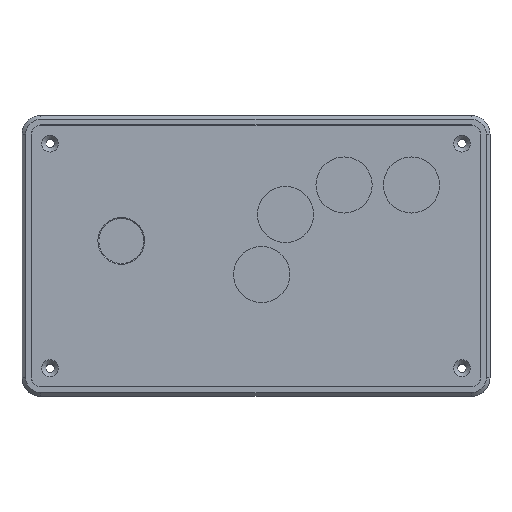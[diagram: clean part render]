
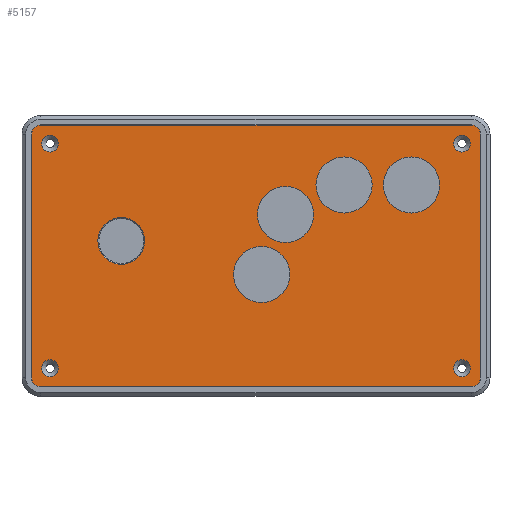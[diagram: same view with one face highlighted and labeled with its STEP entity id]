
A CAD part, top view. The second image highlights one B-rep face of the part: STEP entity #5157.
In plain terms, the highlighted planar face has unit normal (0, 0, 1).
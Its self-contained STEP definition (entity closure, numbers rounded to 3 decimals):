
#181=FACE_BOUND('',#1002,.T.);
#182=FACE_BOUND('',#1003,.T.);
#183=FACE_BOUND('',#1004,.T.);
#184=FACE_BOUND('',#1005,.T.);
#185=FACE_BOUND('',#1006,.T.);
#186=FACE_BOUND('',#1007,.T.);
#187=FACE_BOUND('',#1008,.T.);
#188=FACE_BOUND('',#1009,.T.);
#189=FACE_BOUND('',#1010,.T.);
#384=PLANE('',#5653);
#653=FACE_OUTER_BOUND('',#1001,.T.);
#1001=EDGE_LOOP('',(#4753,#4754,#4755,#4756,#4757,#4758,#4759,#4760));
#1002=EDGE_LOOP('',(#4761));
#1003=EDGE_LOOP('',(#4762));
#1004=EDGE_LOOP('',(#4763));
#1005=EDGE_LOOP('',(#4764));
#1006=EDGE_LOOP('',(#4765));
#1007=EDGE_LOOP('',(#4766));
#1008=EDGE_LOOP('',(#4767));
#1009=EDGE_LOOP('',(#4768));
#1010=EDGE_LOOP('',(#4769));
#1551=LINE('',#8522,#2089);
#1552=LINE('',#8526,#2090);
#1553=LINE('',#8530,#2091);
#1554=LINE('',#8533,#2092);
#2089=VECTOR('',#7048,10.);
#2090=VECTOR('',#7051,10.);
#2091=VECTOR('',#7054,10.);
#2092=VECTOR('',#7057,10.);
#2259=CIRCLE('',#5651,4.5);
#2261=CIRCLE('',#5654,4.9);
#2262=CIRCLE('',#5655,4.9);
#2263=CIRCLE('',#5656,4.9);
#2264=CIRCLE('',#5657,4.9);
#2265=CIRCLE('',#5658,4.5);
#2266=CIRCLE('',#5659,4.5);
#2267=CIRCLE('',#5660,15.);
#2268=CIRCLE('',#5661,15.);
#2269=CIRCLE('',#5662,15.);
#2270=CIRCLE('',#5663,15.);
#2271=CIRCLE('',#5664,12.5);
#2272=CIRCLE('',#5665,4.5);
#2699=VERTEX_POINT('',#8512);
#2701=VERTEX_POINT('',#8518);
#2702=VERTEX_POINT('',#8519);
#2703=VERTEX_POINT('',#8521);
#2704=VERTEX_POINT('',#8523);
#2705=VERTEX_POINT('',#8525);
#2706=VERTEX_POINT('',#8527);
#2707=VERTEX_POINT('',#8529);
#2708=VERTEX_POINT('',#8531);
#2709=VERTEX_POINT('',#8534);
#2710=VERTEX_POINT('',#8536);
#2711=VERTEX_POINT('',#8538);
#2712=VERTEX_POINT('',#8540);
#2713=VERTEX_POINT('',#8542);
#2714=VERTEX_POINT('',#8544);
#2715=VERTEX_POINT('',#8546);
#2716=VERTEX_POINT('',#8548);
#3388=EDGE_CURVE('',#2699,#2699,#2259,.T.);
#3391=EDGE_CURVE('',#2701,#2702,#2261,.T.);
#3392=EDGE_CURVE('',#2702,#2703,#1551,.T.);
#3393=EDGE_CURVE('',#2703,#2704,#2262,.T.);
#3394=EDGE_CURVE('',#2704,#2705,#1552,.T.);
#3395=EDGE_CURVE('',#2705,#2706,#2263,.T.);
#3396=EDGE_CURVE('',#2706,#2707,#1553,.T.);
#3397=EDGE_CURVE('',#2707,#2708,#2264,.T.);
#3398=EDGE_CURVE('',#2708,#2701,#1554,.T.);
#3399=EDGE_CURVE('',#2709,#2709,#2265,.T.);
#3400=EDGE_CURVE('',#2710,#2710,#2266,.T.);
#3401=EDGE_CURVE('',#2711,#2711,#2267,.T.);
#3402=EDGE_CURVE('',#2712,#2712,#2268,.T.);
#3403=EDGE_CURVE('',#2713,#2713,#2269,.T.);
#3404=EDGE_CURVE('',#2714,#2714,#2270,.T.);
#3405=EDGE_CURVE('',#2715,#2715,#2271,.T.);
#3406=EDGE_CURVE('',#2716,#2716,#2272,.T.);
#4753=ORIENTED_EDGE('',*,*,#3391,.T.);
#4754=ORIENTED_EDGE('',*,*,#3392,.T.);
#4755=ORIENTED_EDGE('',*,*,#3393,.T.);
#4756=ORIENTED_EDGE('',*,*,#3394,.T.);
#4757=ORIENTED_EDGE('',*,*,#3395,.T.);
#4758=ORIENTED_EDGE('',*,*,#3396,.T.);
#4759=ORIENTED_EDGE('',*,*,#3397,.T.);
#4760=ORIENTED_EDGE('',*,*,#3398,.T.);
#4761=ORIENTED_EDGE('',*,*,#3399,.F.);
#4762=ORIENTED_EDGE('',*,*,#3400,.F.);
#4763=ORIENTED_EDGE('',*,*,#3401,.T.);
#4764=ORIENTED_EDGE('',*,*,#3402,.T.);
#4765=ORIENTED_EDGE('',*,*,#3403,.T.);
#4766=ORIENTED_EDGE('',*,*,#3404,.T.);
#4767=ORIENTED_EDGE('',*,*,#3405,.T.);
#4768=ORIENTED_EDGE('',*,*,#3406,.F.);
#4769=ORIENTED_EDGE('',*,*,#3388,.F.);
#5157=ADVANCED_FACE('',(#653,#181,#182,#183,#184,#185,#186,#187,#188,#189),
#384,.F.);
#5651=AXIS2_PLACEMENT_3D('',#8513,#7039,#7040);
#5653=AXIS2_PLACEMENT_3D('',#8517,#7044,#7045);
#5654=AXIS2_PLACEMENT_3D('',#8520,#7046,#7047);
#5655=AXIS2_PLACEMENT_3D('',#8524,#7049,#7050);
#5656=AXIS2_PLACEMENT_3D('',#8528,#7052,#7053);
#5657=AXIS2_PLACEMENT_3D('',#8532,#7055,#7056);
#5658=AXIS2_PLACEMENT_3D('',#8535,#7058,#7059);
#5659=AXIS2_PLACEMENT_3D('',#8537,#7060,#7061);
#5660=AXIS2_PLACEMENT_3D('',#8539,#7062,#7063);
#5661=AXIS2_PLACEMENT_3D('',#8541,#7064,#7065);
#5662=AXIS2_PLACEMENT_3D('',#8543,#7066,#7067);
#5663=AXIS2_PLACEMENT_3D('',#8545,#7068,#7069);
#5664=AXIS2_PLACEMENT_3D('',#8547,#7070,#7071);
#5665=AXIS2_PLACEMENT_3D('',#8549,#7072,#7073);
#7039=DIRECTION('center_axis',(0.,0.,1.));
#7040=DIRECTION('ref_axis',(1.,0.,0.));
#7044=DIRECTION('center_axis',(0.,0.,-1.));
#7045=DIRECTION('ref_axis',(0.,-1.,0.));
#7046=DIRECTION('center_axis',(0.,0.,1.));
#7047=DIRECTION('ref_axis',(0.707,0.707,0.));
#7048=DIRECTION('',(-1.,0.,0.));
#7049=DIRECTION('center_axis',(0.,0.,1.));
#7050=DIRECTION('ref_axis',(-0.707,0.707,0.));
#7051=DIRECTION('',(0.,-1.,0.));
#7052=DIRECTION('center_axis',(0.,0.,1.));
#7053=DIRECTION('ref_axis',(-0.707,-0.707,0.));
#7054=DIRECTION('',(1.,0.,0.));
#7055=DIRECTION('center_axis',(0.,0.,1.));
#7056=DIRECTION('ref_axis',(0.707,-0.707,0.));
#7057=DIRECTION('',(0.,1.,0.));
#7058=DIRECTION('center_axis',(0.,0.,1.));
#7059=DIRECTION('ref_axis',(1.,0.,0.));
#7060=DIRECTION('center_axis',(0.,0.,1.));
#7061=DIRECTION('ref_axis',(1.,0.,0.));
#7062=DIRECTION('center_axis',(0.,0.,-1.));
#7063=DIRECTION('ref_axis',(-1.,0.,0.));
#7064=DIRECTION('center_axis',(0.,0.,-1.));
#7065=DIRECTION('ref_axis',(-1.,0.,0.));
#7066=DIRECTION('center_axis',(0.,0.,-1.));
#7067=DIRECTION('ref_axis',(-1.,0.,0.));
#7068=DIRECTION('center_axis',(0.,0.,-1.));
#7069=DIRECTION('ref_axis',(-1.,0.,0.));
#7070=DIRECTION('center_axis',(0.,0.,-1.));
#7071=DIRECTION('ref_axis',(-1.,0.,0.));
#7072=DIRECTION('center_axis',(0.,0.,1.));
#7073=DIRECTION('ref_axis',(1.,0.,0.));
#8512=CARTESIAN_POINT('',(105.5,15.,48.));
#8513=CARTESIAN_POINT('Origin',(110.,15.,48.));
#8517=CARTESIAN_POINT('Origin',(-75.,83.,48.));
#8518=CARTESIAN_POINT('',(119.9,140.,48.));
#8519=CARTESIAN_POINT('',(115.,144.9,48.));
#8520=CARTESIAN_POINT('Origin',(115.,140.,48.));
#8521=CARTESIAN_POINT('',(-115.,144.9,48.));
#8522=CARTESIAN_POINT('',(-30.,144.9,48.));
#8523=CARTESIAN_POINT('',(-119.9,140.,48.));
#8524=CARTESIAN_POINT('Origin',(-115.,140.,48.));
#8525=CARTESIAN_POINT('',(-119.9,10.,48.));
#8526=CARTESIAN_POINT('',(-119.9,114.,48.));
#8527=CARTESIAN_POINT('',(-115.,5.1,48.));
#8528=CARTESIAN_POINT('Origin',(-115.,10.,48.));
#8529=CARTESIAN_POINT('',(115.,5.1,48.));
#8530=CARTESIAN_POINT('',(-97.5,5.1,48.));
#8531=CARTESIAN_POINT('',(119.9,10.,48.));
#8532=CARTESIAN_POINT('Origin',(115.,10.,48.));
#8533=CARTESIAN_POINT('',(119.9,83.,48.));
#8534=CARTESIAN_POINT('',(105.5,135.,48.));
#8535=CARTESIAN_POINT('Origin',(110.,135.,48.));
#8536=CARTESIAN_POINT('',(-114.5,15.,48.));
#8537=CARTESIAN_POINT('Origin',(-110.,15.,48.));
#8538=CARTESIAN_POINT('',(30.795,97.1,48.));
#8539=CARTESIAN_POINT('Origin',(15.795,97.1,48.));
#8540=CARTESIAN_POINT('',(62.045,112.9,48.));
#8541=CARTESIAN_POINT('Origin',(47.045,112.9,48.));
#8542=CARTESIAN_POINT('',(18.045,65.1,48.));
#8543=CARTESIAN_POINT('Origin',(3.045,65.1,48.));
#8544=CARTESIAN_POINT('',(98.045,112.9,48.));
#8545=CARTESIAN_POINT('Origin',(83.045,112.9,48.));
#8546=CARTESIAN_POINT('',(-59.455,83.,48.));
#8547=CARTESIAN_POINT('Origin',(-71.955,83.,48.));
#8548=CARTESIAN_POINT('',(-114.5,135.,48.));
#8549=CARTESIAN_POINT('Origin',(-110.,135.,48.));
